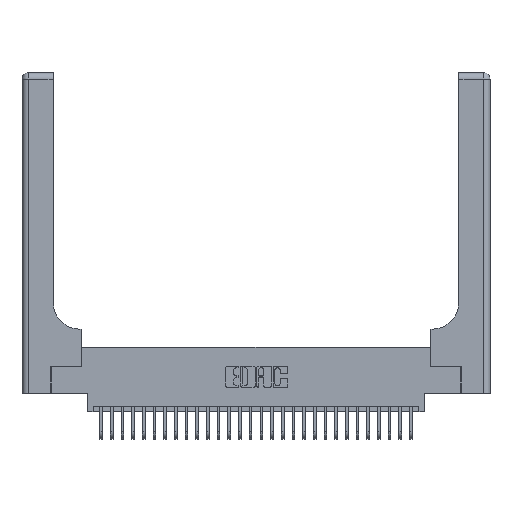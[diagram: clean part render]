
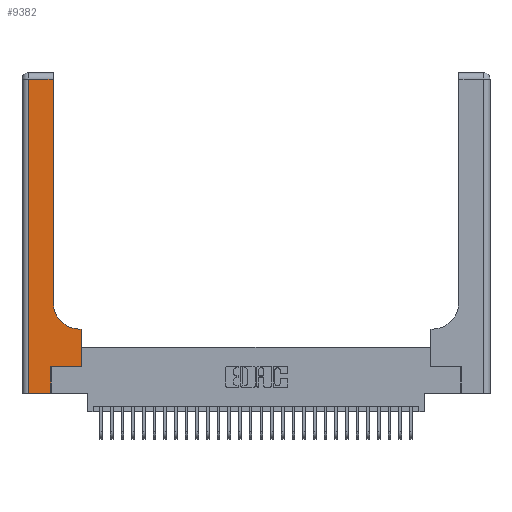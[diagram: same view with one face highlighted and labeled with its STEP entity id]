
A CAD part, top view. The second image highlights one B-rep face of the part: STEP entity #9382.
In plain terms, the highlighted planar face has unit normal (0, 0, 1).
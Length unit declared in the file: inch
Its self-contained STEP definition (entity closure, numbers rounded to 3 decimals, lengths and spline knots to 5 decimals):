
#797 = VERTEX_POINT ( 'NONE', #27644 ) ;
#2544 = CARTESIAN_POINT ( 'NONE',  ( 0.2915, 0.85, 0.37 ) ) ;
#2572 = VERTEX_POINT ( 'NONE', #2544 ) ;
#2751 = VECTOR ( 'NONE', #11713, 39.37008 ) ;
#3177 = CARTESIAN_POINT ( 'NONE',  ( 0.269, 0., 0.37 ) ) ;
#4139 = VECTOR ( 'NONE', #4443, 39.37008 ) ;
#4274 = DIRECTION ( 'NONE',  ( 0., 1., 0. ) ) ;
#4393 = DIRECTION ( 'NONE',  ( 0., 0., -1. ) ) ;
#4443 = DIRECTION ( 'NONE',  ( 0., 1., 0. ) ) ;
#4462 = VERTEX_POINT ( 'NONE', #14206 ) ;
#4610 = ORIENTED_EDGE ( 'NONE', *, *, #17392, .T. ) ;
#4681 = PLANE ( 'NONE',  #6694 ) ;
#6694 = AXIS2_PLACEMENT_3D ( 'NONE', #15964, #20655, #7024 ) ;
#7024 = DIRECTION ( 'NONE',  ( -1., 0., 0. ) ) ;
#8143 = LINE ( 'NONE', #25469, #2751 ) ;
#8331 = CARTESIAN_POINT ( 'NONE',  ( 0.06, 2.94, 0.37 ) ) ;
#8936 = CARTESIAN_POINT ( 'NONE',  ( 0.269, 0.25, 0.37 ) ) ;
#9248 = EDGE_CURVE ( 'NONE', #21311, #15249, #9533, .T. ) ;
#9250 = VECTOR ( 'NONE', #24173, 39.37008 ) ;
#9382 = ADVANCED_FACE ( 'NONE', ( #18036 ), #4681, .F. ) ;
#9533 = LINE ( 'NONE', #20246, #27736 ) ;
#9580 = CARTESIAN_POINT ( 'NONE',  ( 0.5585, 0.25, 0.37 ) ) ;
#9628 = VERTEX_POINT ( 'NONE', #3177 ) ;
#10385 = CARTESIAN_POINT ( 'NONE',  ( 0.06, 3., 0.37 ) ) ;
#10406 = CARTESIAN_POINT ( 'NONE',  ( 0., 2.94, 0.37 ) ) ;
#10421 = ORIENTED_EDGE ( 'NONE', *, *, #19725, .T. ) ;
#10685 = LINE ( 'NONE', #25781, #28196 ) ;
#11398 = AXIS2_PLACEMENT_3D ( 'NONE', #18013, #4393, #20365 ) ;
#11713 = DIRECTION ( 'NONE',  ( 0., 1., 0. ) ) ;
#11965 = VERTEX_POINT ( 'NONE', #8331 ) ;
#12062 = DIRECTION ( 'NONE',  ( 1., 0., 0. ) ) ;
#12378 = DIRECTION ( 'NONE',  ( -1., 0., 0. ) ) ;
#12634 = DIRECTION ( 'NONE',  ( 0., -1., 0. ) ) ;
#13370 = ORIENTED_EDGE ( 'NONE', *, *, #26382, .T. ) ;
#13548 = LINE ( 'NONE', #28412, #19708 ) ;
#13806 = LINE ( 'NONE', #10406, #9250 ) ;
#14206 = CARTESIAN_POINT ( 'NONE',  ( 0.06, 0., 0.37 ) ) ;
#14287 = DIRECTION ( 'NONE',  ( 1., 0., 0. ) ) ;
#14853 = VECTOR ( 'NONE', #12634, 39.37008 ) ;
#15177 = CIRCLE ( 'NONE', #11398, 0.25 ) ;
#15249 = VERTEX_POINT ( 'NONE', #27634 ) ;
#15550 = LINE ( 'NONE', #10385, #14853 ) ;
#15964 = CARTESIAN_POINT ( 'NONE',  ( 0., 3., 0.37 ) ) ;
#16202 = LINE ( 'NONE', #20409, #4139 ) ;
#16402 = ORIENTED_EDGE ( 'NONE', *, *, #19317, .T. ) ;
#17392 = EDGE_CURVE ( 'NONE', #797, #11965, #13806, .T. ) ;
#17625 = VERTEX_POINT ( 'NONE', #8936 ) ;
#17635 = ORIENTED_EDGE ( 'NONE', *, *, #29006, .T. ) ;
#18013 = CARTESIAN_POINT ( 'NONE',  ( 0.5415, 0.85, 0.37 ) ) ;
#18036 = FACE_OUTER_BOUND ( 'NONE', #22608, .T. ) ;
#18084 = EDGE_CURVE ( 'NONE', #4462, #9628, #26353, .T. ) ;
#19231 = VERTEX_POINT ( 'NONE', #27319 ) ;
#19317 = EDGE_CURVE ( 'NONE', #2572, #797, #8143, .T. ) ;
#19393 = ORIENTED_EDGE ( 'NONE', *, *, #28789, .T. ) ;
#19708 = VECTOR ( 'NONE', #12378, 39.37008 ) ;
#19725 = EDGE_CURVE ( 'NONE', #9628, #17625, #16202, .T. ) ;
#20246 = CARTESIAN_POINT ( 'NONE',  ( 0.5585, 0.25, 0.37 ) ) ;
#20259 = VECTOR ( 'NONE', #12062, 39.37008 ) ;
#20365 = DIRECTION ( 'NONE',  ( 1., 0., 0. ) ) ;
#20409 = CARTESIAN_POINT ( 'NONE',  ( 0.269, 0., 0.37 ) ) ;
#20655 = DIRECTION ( 'NONE',  ( 0., 0., -1. ) ) ;
#21311 = VERTEX_POINT ( 'NONE', #9580 ) ;
#21870 = ORIENTED_EDGE ( 'NONE', *, *, #9248, .T. ) ;
#22420 = ORIENTED_EDGE ( 'NONE', *, *, #18084, .T. ) ;
#22608 = EDGE_LOOP ( 'NONE', ( #16402, #4610, #19393, #22420, #10421, #13370, #21870, #29515, #17635 ) ) ;
#24173 = DIRECTION ( 'NONE',  ( -1., 0., 0. ) ) ;
#24431 = CARTESIAN_POINT ( 'NONE',  ( 0., 0., 0.37 ) ) ;
#25311 = EDGE_CURVE ( 'NONE', #15249, #19231, #13548, .T. ) ;
#25469 = CARTESIAN_POINT ( 'NONE',  ( 0.2915, 3., 0.37 ) ) ;
#25781 = CARTESIAN_POINT ( 'NONE',  ( 0.269, 0.25, 0.37 ) ) ;
#26353 = LINE ( 'NONE', #24431, #20259 ) ;
#26382 = EDGE_CURVE ( 'NONE', #17625, #21311, #10685, .T. ) ;
#27319 = CARTESIAN_POINT ( 'NONE',  ( 0.5415, 0.6, 0.37 ) ) ;
#27634 = CARTESIAN_POINT ( 'NONE',  ( 0.5585, 0.6, 0.37 ) ) ;
#27644 = CARTESIAN_POINT ( 'NONE',  ( 0.2915, 2.94, 0.37 ) ) ;
#27736 = VECTOR ( 'NONE', #4274, 39.37008 ) ;
#28196 = VECTOR ( 'NONE', #14287, 39.37008 ) ;
#28412 = CARTESIAN_POINT ( 'NONE',  ( 0.2915, 0.6, 0.37 ) ) ;
#28789 = EDGE_CURVE ( 'NONE', #11965, #4462, #15550, .T. ) ;
#29006 = EDGE_CURVE ( 'NONE', #19231, #2572, #15177, .T. ) ;
#29515 = ORIENTED_EDGE ( 'NONE', *, *, #25311, .T. ) ;
